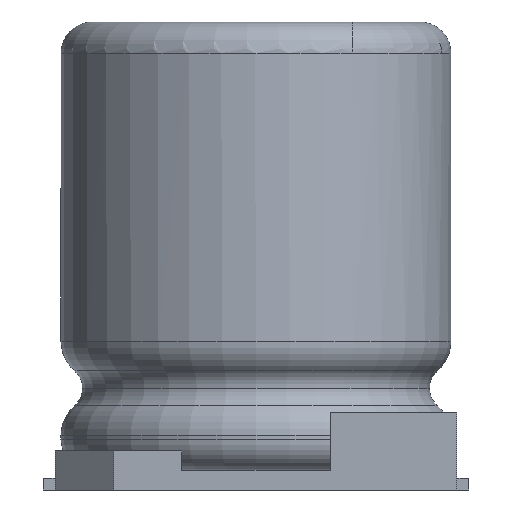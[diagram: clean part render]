
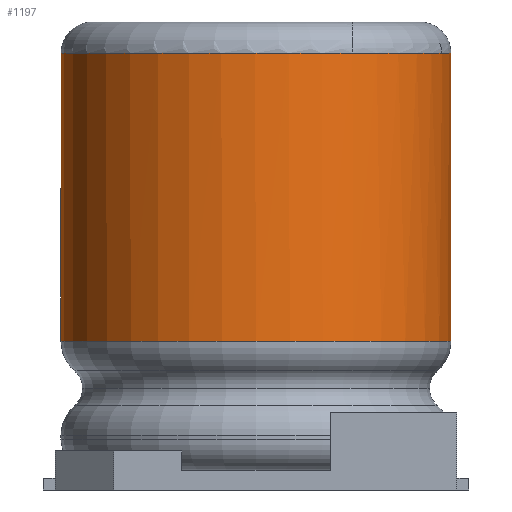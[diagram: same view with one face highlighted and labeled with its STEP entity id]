
A CAD part, front view. The second image highlights one B-rep face of the part: STEP entity #1197.
In plain terms, the highlighted cylindrical face has radius 5 mm (diameter 10 mm), a partial arc.
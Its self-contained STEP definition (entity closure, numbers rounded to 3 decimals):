
#110 = CARTESIAN_POINT ( 'NONE',  ( -5., 0., 11.2 ) ) ;
#328 = DIRECTION ( 'NONE',  ( 0., 0., 1. ) ) ;
#844 = VECTOR ( 'NONE', #9043, 1000. ) ;
#1028 = EDGE_CURVE ( 'NONE', #6902, #13625, #9450, .T. ) ;
#1197 = ADVANCED_FACE ( 'NONE', ( #9731 ), #4233, .T. ) ;
#1255 = ORIENTED_EDGE ( 'NONE', *, *, #11840, .T. ) ;
#1457 = DIRECTION ( 'NONE',  ( 1., 0., 0. ) ) ;
#1568 = VECTOR ( 'NONE', #328, 1000. ) ;
#1884 = AXIS2_PLACEMENT_3D ( 'NONE', #10276, #10415, #1457 ) ;
#2268 = DIRECTION ( 'NONE',  ( 1., 0., 0. ) ) ;
#2367 = DIRECTION ( 'NONE',  ( 0., 0., 1. ) ) ;
#3178 = VERTEX_POINT ( 'NONE', #4552 ) ;
#3194 = EDGE_CURVE ( 'NONE', #13625, #4232, #11683, .T. ) ;
#3328 = ORIENTED_EDGE ( 'NONE', *, *, #3925, .T. ) ;
#3638 = EDGE_LOOP ( 'NONE', ( #7890, #3328, #1255, #11401, #12866 ) ) ;
#3662 = AXIS2_PLACEMENT_3D ( 'NONE', #7665, #12022, #2268 ) ;
#3925 = EDGE_CURVE ( 'NONE', #3178, #10935, #4343, .T. ) ;
#4232 = VERTEX_POINT ( 'NONE', #4586 ) ;
#4233 = CYLINDRICAL_SURFACE ( 'NONE', #12416, 5. ) ;
#4343 = CIRCLE ( 'NONE', #3662, 5. ) ;
#4552 = CARTESIAN_POINT ( 'NONE',  ( -5., 0., 3.817 ) ) ;
#4586 = CARTESIAN_POINT ( 'NONE',  ( 5., 0., 11.2 ) ) ;
#4769 = CARTESIAN_POINT ( 'NONE',  ( 5., 0., 3.817 ) ) ;
#5863 = CARTESIAN_POINT ( 'NONE',  ( -5., 0., 13.211 ) ) ;
#6718 = DIRECTION ( 'NONE',  ( 1., 0., 0. ) ) ;
#6902 = VERTEX_POINT ( 'NONE', #110 ) ;
#6956 = CARTESIAN_POINT ( 'NONE',  ( 2.469, -4.348, 11.2 ) ) ;
#7665 = CARTESIAN_POINT ( 'NONE',  ( 0., 0., 3.817 ) ) ;
#7890 = ORIENTED_EDGE ( 'NONE', *, *, #13909, .F. ) ;
#8669 = DIRECTION ( 'NONE',  ( 1., 0., 0. ) ) ;
#8831 = LINE ( 'NONE', #13133, #1568 ) ;
#9043 = DIRECTION ( 'NONE',  ( 0., 0., 1. ) ) ;
#9263 = LINE ( 'NONE', #5863, #844 ) ;
#9450 = CIRCLE ( 'NONE', #13095, 5. ) ;
#9731 = FACE_OUTER_BOUND ( 'NONE', #3638, .T. ) ;
#10276 = CARTESIAN_POINT ( 'NONE',  ( 0., 0., 11.2 ) ) ;
#10415 = DIRECTION ( 'NONE',  ( 0., 0., 1. ) ) ;
#10935 = VERTEX_POINT ( 'NONE', #4769 ) ;
#11263 = CARTESIAN_POINT ( 'NONE',  ( 0., 0., 11.2 ) ) ;
#11401 = ORIENTED_EDGE ( 'NONE', *, *, #3194, .F. ) ;
#11683 = CIRCLE ( 'NONE', #1884, 5. ) ;
#11840 = EDGE_CURVE ( 'NONE', #10935, #4232, #8831, .T. ) ;
#11905 = DIRECTION ( 'NONE',  ( 0., 0., 1. ) ) ;
#12022 = DIRECTION ( 'NONE',  ( 0., 0., 1. ) ) ;
#12416 = AXIS2_PLACEMENT_3D ( 'NONE', #14019, #11905, #8669 ) ;
#12866 = ORIENTED_EDGE ( 'NONE', *, *, #1028, .F. ) ;
#13095 = AXIS2_PLACEMENT_3D ( 'NONE', #11263, #2367, #6718 ) ;
#13133 = CARTESIAN_POINT ( 'NONE',  ( 5., 0., 13.211 ) ) ;
#13625 = VERTEX_POINT ( 'NONE', #6956 ) ;
#13909 = EDGE_CURVE ( 'NONE', #3178, #6902, #9263, .T. ) ;
#14019 = CARTESIAN_POINT ( 'NONE',  ( 0., 0., 13.211 ) ) ;
